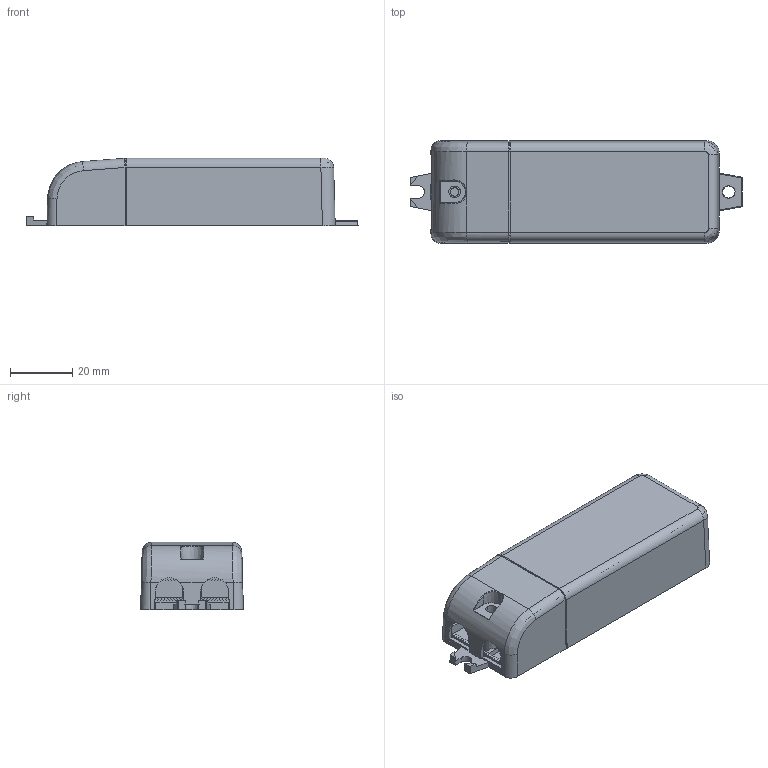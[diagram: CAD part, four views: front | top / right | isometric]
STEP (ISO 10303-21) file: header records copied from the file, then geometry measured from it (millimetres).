
FILE_DESCRIPTION((''),'2;1');
FILE_NAME('TB60I_ASM','2020-09-10T11:55:32',('wsenga'),(''),'CREO PARAMETRIC BY PTC INC, 2019080','CREO PARAMETRIC BY PTC INC, 2019080','');
FILE_SCHEMA(('CONFIG_CONTROL_DESIGN'));
Length unit declared in the file: millimetre
Products named in the file (5): TI060S-02; TI060S-04; TI060S-03; PCB; TB60I_ASM
Assembly tree (4 placements, depth 2):
  TB60I_ASM
    TI060S-02
    TI060S-04
    TI060S-03
    PCB
Bounding box: 106.3 x 32.9 x 21.6 mm (x, y, z)
Volume: 15292.8 mm3; surface area: 29383.1 mm2
Topology: 4 solids, 7 shells, 499 faces, 1400 edges, 921 vertices
Faces by surface type: plane 405, cylinder 51, cone 23, bspline 17, torus 3
Entity records: 17232 total; most frequent: CARTESIAN_POINT 4430, ORIENTED_EDGE 2786, DIRECTION 2386, EDGE_CURVE 1399, VECTOR 1172, LINE 1172, VERTEX_POINT 920, AXIS2_PLACEMENT_3D 607
